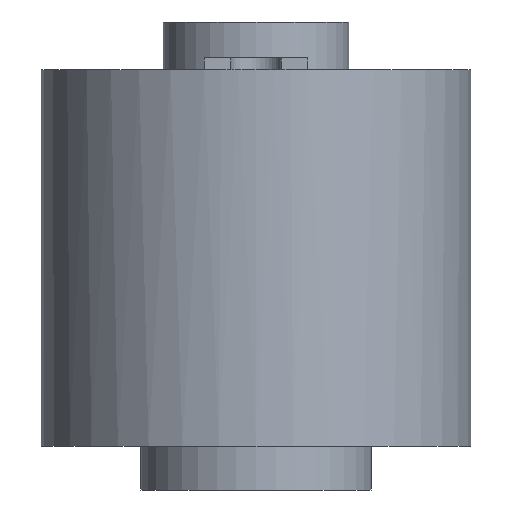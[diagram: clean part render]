
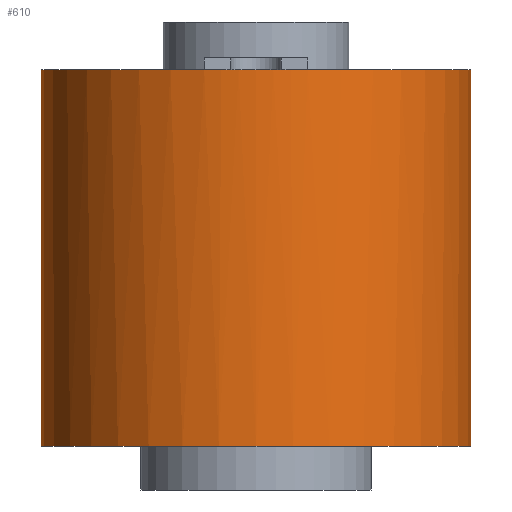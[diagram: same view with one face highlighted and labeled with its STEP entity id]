
A CAD part, front view. The second image highlights one B-rep face of the part: STEP entity #610.
In plain terms, the highlighted cylindrical face has radius 27 mm (diameter 54 mm), a full revolution.
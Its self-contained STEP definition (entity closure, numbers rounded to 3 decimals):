
#24=CYLINDRICAL_SURFACE('',#674,27.);
#56=FACE_OUTER_BOUND('',#92,.T.);
#92=EDGE_LOOP('',(#529,#530,#531,#532,#533,#534,#535,#536,#537,#538));
#160=LINE('',#1023,#224);
#224=VECTOR('',#846,27.);
#225=CIRCLE('',#628,27.);
#229=CIRCLE('',#644,27.);
#230=CIRCLE('',#646,27.);
#234=CIRCLE('',#662,27.);
#241=CIRCLE('',#675,27.);
#242=CIRCLE('',#676,27.);
#243=CIRCLE('',#677,27.);
#244=CIRCLE('',#678,27.);
#245=VERTEX_POINT('',#857);
#246=VERTEX_POINT('',#858);
#257=VERTEX_POINT('',#888);
#268=VERTEX_POINT('',#928);
#269=VERTEX_POINT('',#929);
#289=VERTEX_POINT('',#986);
#297=VERTEX_POINT('',#1020);
#298=VERTEX_POINT('',#1022);
#299=EDGE_CURVE('',#245,#246,#225,.T.);
#333=EDGE_CURVE('',#246,#257,#229,.T.);
#334=EDGE_CURVE('',#268,#269,#230,.T.);
#368=EDGE_CURVE('',#269,#289,#234,.T.);
#378=EDGE_CURVE('',#289,#245,#241,.T.);
#379=EDGE_CURVE('',#297,#268,#242,.T.);
#380=EDGE_CURVE('',#297,#298,#160,.T.);
#381=EDGE_CURVE('',#298,#298,#243,.T.);
#382=EDGE_CURVE('',#257,#297,#244,.T.);
#529=ORIENTED_EDGE('',*,*,#378,.F.);
#530=ORIENTED_EDGE('',*,*,#368,.F.);
#531=ORIENTED_EDGE('',*,*,#334,.F.);
#532=ORIENTED_EDGE('',*,*,#379,.F.);
#533=ORIENTED_EDGE('',*,*,#380,.T.);
#534=ORIENTED_EDGE('',*,*,#381,.T.);
#535=ORIENTED_EDGE('',*,*,#380,.F.);
#536=ORIENTED_EDGE('',*,*,#382,.F.);
#537=ORIENTED_EDGE('',*,*,#333,.F.);
#538=ORIENTED_EDGE('',*,*,#299,.F.);
#610=ADVANCED_FACE('',(#56),#24,.T.);
#628=AXIS2_PLACEMENT_3D('',#859,#685,#686);
#644=AXIS2_PLACEMENT_3D('',#926,#747,#748);
#646=AXIS2_PLACEMENT_3D('',#930,#751,#752);
#662=AXIS2_PLACEMENT_3D('',#997,#813,#814);
#674=AXIS2_PLACEMENT_3D('',#1018,#840,#841);
#675=AXIS2_PLACEMENT_3D('',#1019,#842,#843);
#676=AXIS2_PLACEMENT_3D('',#1021,#844,#845);
#677=AXIS2_PLACEMENT_3D('',#1024,#847,#848);
#678=AXIS2_PLACEMENT_3D('',#1025,#849,#850);
#685=DIRECTION('center_axis',(0.,0.,1.));
#686=DIRECTION('ref_axis',(1.,0.,0.));
#747=DIRECTION('center_axis',(0.,0.,1.));
#748=DIRECTION('ref_axis',(1.,0.,0.));
#751=DIRECTION('center_axis',(0.,0.,1.));
#752=DIRECTION('ref_axis',(1.,0.,0.));
#813=DIRECTION('center_axis',(0.,0.,1.));
#814=DIRECTION('ref_axis',(1.,0.,0.));
#840=DIRECTION('center_axis',(0.,0.,1.));
#841=DIRECTION('ref_axis',(1.,0.,0.));
#842=DIRECTION('center_axis',(0.,0.,1.));
#843=DIRECTION('ref_axis',(1.,0.,0.));
#844=DIRECTION('center_axis',(0.,0.,1.));
#845=DIRECTION('ref_axis',(1.,0.,0.));
#846=DIRECTION('',(0.,0.,-1.));
#847=DIRECTION('center_axis',(0.,0.,1.));
#848=DIRECTION('ref_axis',(1.,0.,0.));
#849=DIRECTION('center_axis',(0.,0.,1.));
#850=DIRECTION('ref_axis',(1.,0.,0.));
#857=CARTESIAN_POINT('',(6.5,26.206,47.3));
#858=CARTESIAN_POINT('',(0.,27.,47.3));
#859=CARTESIAN_POINT('Origin',(0.,0.,47.3));
#888=CARTESIAN_POINT('',(-6.5,26.206,47.3));
#926=CARTESIAN_POINT('Origin',(0.,0.,47.3));
#928=CARTESIAN_POINT('',(-6.5,-26.206,47.3));
#929=CARTESIAN_POINT('',(0.,-27.,47.3));
#930=CARTESIAN_POINT('Origin',(0.,0.,47.3));
#986=CARTESIAN_POINT('',(6.5,-26.206,47.3));
#997=CARTESIAN_POINT('Origin',(0.,0.,47.3));
#1018=CARTESIAN_POINT('Origin',(0.,0.,0.));
#1019=CARTESIAN_POINT('Origin',(0.,0.,47.3));
#1020=CARTESIAN_POINT('',(-27.,0.,47.3));
#1021=CARTESIAN_POINT('Origin',(0.,0.,47.3));
#1022=CARTESIAN_POINT('',(-27.,0.,0.));
#1023=CARTESIAN_POINT('',(-27.,0.,0.));
#1024=CARTESIAN_POINT('Origin',(0.,0.,0.));
#1025=CARTESIAN_POINT('Origin',(0.,0.,47.3));
